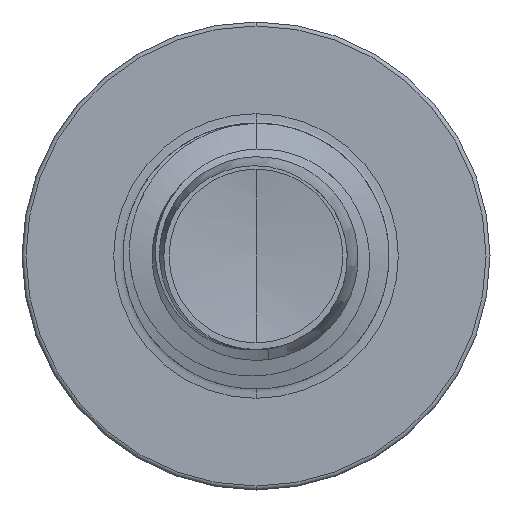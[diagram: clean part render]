
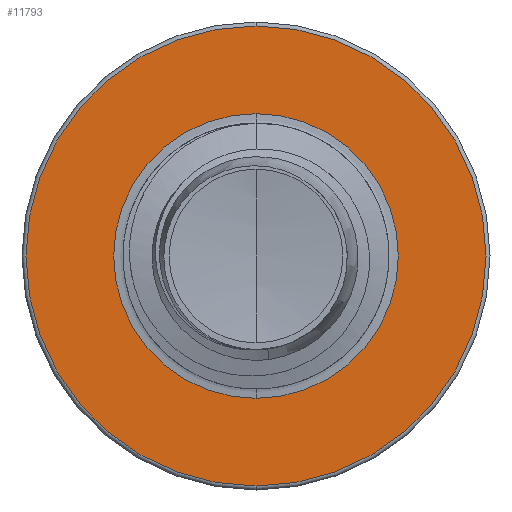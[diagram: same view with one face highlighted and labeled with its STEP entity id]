
A CAD part, front view. The second image highlights one B-rep face of the part: STEP entity #11793.
In plain terms, the highlighted planar face has unit normal (0, -1, 0).
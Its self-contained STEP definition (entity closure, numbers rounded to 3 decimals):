
#803 = DIRECTION ( 'NONE',  ( 0., 0., 1. ) ) ;
#830 = DIRECTION ( 'NONE',  ( 0., 1., 0. ) ) ;
#839 = CARTESIAN_POINT ( 'NONE',  ( 0., 7.5, 0. ) ) ;
#1267 = EDGE_CURVE ( 'NONE', #8172, #16862, #18048, .T. ) ;
#1978 = EDGE_LOOP ( 'NONE', ( #7329, #16219 ) ) ;
#3110 = AXIS2_PLACEMENT_3D ( 'NONE', #3308, #3270, #3239 ) ;
#3239 = DIRECTION ( 'NONE',  ( 0., 0., 1. ) ) ;
#3270 = DIRECTION ( 'NONE',  ( 0., 1., 0. ) ) ;
#3308 = CARTESIAN_POINT ( 'NONE',  ( 0., 7.5, 0. ) ) ;
#4229 = FACE_OUTER_BOUND ( 'NONE', #17541, .T. ) ;
#5455 = CARTESIAN_POINT ( 'NONE',  ( 0., 7.5, -4.325 ) ) ;
#5619 = AXIS2_PLACEMENT_3D ( 'NONE', #839, #830, #803 ) ;
#5789 = AXIS2_PLACEMENT_3D ( 'NONE', #9764, #9749, #9726 ) ;
#6227 = CIRCLE ( 'NONE', #3110, 4.325 ) ;
#7329 = ORIENTED_EDGE ( 'NONE', *, *, #17329, .T. ) ;
#8172 = VERTEX_POINT ( 'NONE', #8588 ) ;
#8588 = CARTESIAN_POINT ( 'NONE',  ( 0., 7.5, -2.677 ) ) ;
#9726 = DIRECTION ( 'NONE',  ( 0., 0., 1. ) ) ;
#9749 = DIRECTION ( 'NONE',  ( 0., 1., 0. ) ) ;
#9764 = CARTESIAN_POINT ( 'NONE',  ( 0., 7.5, 0. ) ) ;
#11793 = ADVANCED_FACE ( 'NONE', ( #4229, #17177 ), #14028, .F. ) ;
#11836 = AXIS2_PLACEMENT_3D ( 'NONE', #14073, #14007, #13967 ) ;
#13826 = CIRCLE ( 'NONE', #5789, 4.325 ) ;
#13967 = DIRECTION ( 'NONE',  ( 0., 0., 1. ) ) ;
#14007 = DIRECTION ( 'NONE',  ( 0., 1., 0. ) ) ;
#14028 = PLANE ( 'NONE',  #11836 ) ;
#14073 = CARTESIAN_POINT ( 'NONE',  ( 0., 7.5, -2.677 ) ) ;
#14991 = VERTEX_POINT ( 'NONE', #5455 ) ;
#15220 = VERTEX_POINT ( 'NONE', #17176 ) ;
#15436 = CIRCLE ( 'NONE', #5619, 2.677 ) ;
#15875 = ORIENTED_EDGE ( 'NONE', *, *, #15884, .F. ) ;
#15884 = EDGE_CURVE ( 'NONE', #15220, #14991, #6227, .T. ) ;
#16219 = ORIENTED_EDGE ( 'NONE', *, *, #1267, .T. ) ;
#16606 = AXIS2_PLACEMENT_3D ( 'NONE', #17303, #17299, #17165 ) ;
#16862 = VERTEX_POINT ( 'NONE', #17279 ) ;
#17159 = EDGE_CURVE ( 'NONE', #14991, #15220, #13826, .T. ) ;
#17165 = DIRECTION ( 'NONE',  ( 0., 0., 1. ) ) ;
#17176 = CARTESIAN_POINT ( 'NONE',  ( 0., 7.5, 4.325 ) ) ;
#17177 = FACE_BOUND ( 'NONE', #1978, .T. ) ;
#17279 = CARTESIAN_POINT ( 'NONE',  ( 0., 7.5, 2.677 ) ) ;
#17299 = DIRECTION ( 'NONE',  ( 0., 1., 0. ) ) ;
#17303 = CARTESIAN_POINT ( 'NONE',  ( 0., 7.5, 0. ) ) ;
#17329 = EDGE_CURVE ( 'NONE', #16862, #8172, #15436, .T. ) ;
#17541 = EDGE_LOOP ( 'NONE', ( #15875, #17951 ) ) ;
#17951 = ORIENTED_EDGE ( 'NONE', *, *, #17159, .F. ) ;
#18048 = CIRCLE ( 'NONE', #16606, 2.677 ) ;
